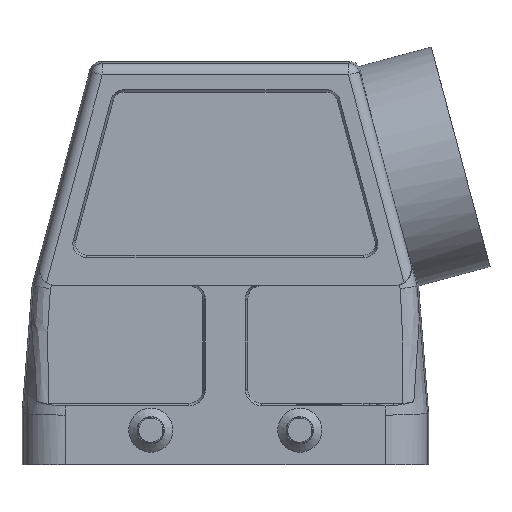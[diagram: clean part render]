
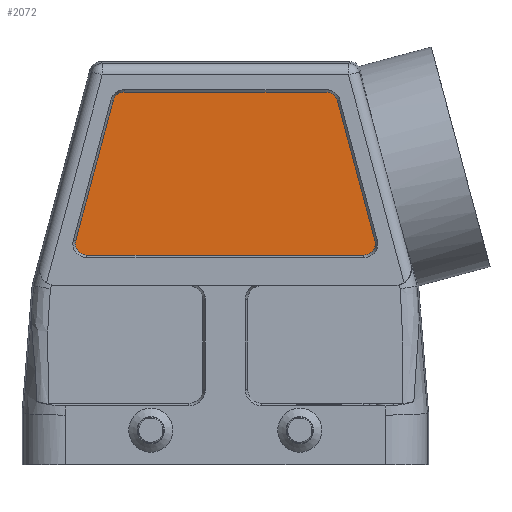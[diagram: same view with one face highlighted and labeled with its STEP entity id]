
A CAD part, front view. The second image highlights one B-rep face of the part: STEP entity #2072.
In plain terms, the highlighted planar face has unit normal (0, -1, 0).
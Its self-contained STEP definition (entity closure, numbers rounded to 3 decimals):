
#871=FACE_OUTER_BOUND('',#2641,.T.);
#1286=LINE('',#8277,#1733);
#1287=LINE('',#8282,#1734);
#1288=LINE('',#8286,#1735);
#1289=LINE('',#8290,#1736);
#1733=VECTOR('',#6528,1.);
#1734=VECTOR('',#6531,1.);
#1735=VECTOR('',#6534,1.);
#1736=VECTOR('',#6537,1.);
#2072=ADVANCED_FACE('',(#871),#2355,.F.);
#2355=PLANE('',#5889);
#2641=EDGE_LOOP('',(#3163,#3164,#3165,#3166,#3167,#3168,#3169,#3170));
#3163=ORIENTED_EDGE('',*,*,#5073,.T.);
#3164=ORIENTED_EDGE('',*,*,#5074,.T.);
#3165=ORIENTED_EDGE('',*,*,#5075,.F.);
#3166=ORIENTED_EDGE('',*,*,#5076,.F.);
#3167=ORIENTED_EDGE('',*,*,#5077,.F.);
#3168=ORIENTED_EDGE('',*,*,#5078,.T.);
#3169=ORIENTED_EDGE('',*,*,#5079,.T.);
#3170=ORIENTED_EDGE('',*,*,#5080,.T.);
#4579=VERTEX_POINT('',#8278);
#4580=VERTEX_POINT('',#8279);
#4581=VERTEX_POINT('',#8281);
#4582=VERTEX_POINT('',#8283);
#4583=VERTEX_POINT('',#8285);
#4584=VERTEX_POINT('',#8287);
#4585=VERTEX_POINT('',#8289);
#4586=VERTEX_POINT('',#8291);
#5073=EDGE_CURVE('',#4579,#4580,#1286,.T.);
#5074=EDGE_CURVE('',#4580,#4581,#5629,.T.);
#5075=EDGE_CURVE('',#4582,#4581,#1287,.T.);
#5076=EDGE_CURVE('',#4583,#4582,#5630,.T.);
#5077=EDGE_CURVE('',#4584,#4583,#1288,.T.);
#5078=EDGE_CURVE('',#4584,#4585,#5631,.T.);
#5079=EDGE_CURVE('',#4585,#4586,#1289,.T.);
#5080=EDGE_CURVE('',#4586,#4579,#5632,.T.);
#5629=CIRCLE('',#5885,2.045);
#5630=CIRCLE('',#5886,2.045);
#5631=CIRCLE('',#5887,2.045);
#5632=CIRCLE('',#5888,2.045);
#5885=AXIS2_PLACEMENT_3D('',#8280,#6529,#6530);
#5886=AXIS2_PLACEMENT_3D('',#8284,#6532,#6533);
#5887=AXIS2_PLACEMENT_3D('',#8288,#6535,#6536);
#5888=AXIS2_PLACEMENT_3D('',#8292,#6538,#6539);
#5889=AXIS2_PLACEMENT_3D('',#8293,#6540,#6541);
#6528=DIRECTION('',(-0.259,0.,0.966));
#6529=DIRECTION('',(0.,-1.,0.));
#6530=DIRECTION('',(0.,0.,1.));
#6531=DIRECTION('',(1.,0.,0.));
#6532=DIRECTION('',(0.,1.,0.));
#6533=DIRECTION('',(0.,0.,1.));
#6534=DIRECTION('',(0.259,0.,0.966));
#6535=DIRECTION('',(0.,-1.,0.));
#6536=DIRECTION('',(0.,0.,1.));
#6537=DIRECTION('',(1.,0.,0.));
#6538=DIRECTION('',(0.,-1.,0.));
#6539=DIRECTION('',(0.,0.,1.));
#6540=DIRECTION('',(0.,1.,0.));
#6541=DIRECTION('',(0.,0.,-1.));
#8277=CARTESIAN_POINT('',(26.701,-21.25,30.879));
#8278=CARTESIAN_POINT('',(26.701,-21.25,30.879));
#8279=CARTESIAN_POINT('',(20.002,-21.25,55.879));
#8280=CARTESIAN_POINT('',(18.027,-21.25,55.35));
#8281=CARTESIAN_POINT('',(18.027,-21.25,57.395));
#8282=CARTESIAN_POINT('',(18.027,-21.25,57.395));
#8283=CARTESIAN_POINT('',(-18.027,-21.25,57.395));
#8284=CARTESIAN_POINT('',(-18.027,-21.25,55.35));
#8285=CARTESIAN_POINT('',(-20.002,-21.25,55.879));
#8286=CARTESIAN_POINT('',(-17.587,-21.25,64.893));
#8287=CARTESIAN_POINT('',(-26.701,-21.25,30.879));
#8288=CARTESIAN_POINT('',(-24.726,-21.25,30.35));
#8289=CARTESIAN_POINT('',(-24.726,-21.25,28.305));
#8290=CARTESIAN_POINT('',(27.141,-21.25,28.305));
#8291=CARTESIAN_POINT('',(24.726,-21.25,28.305));
#8292=CARTESIAN_POINT('',(24.726,-21.25,30.35));
#8293=CARTESIAN_POINT('',(18.027,-21.25,55.35));
